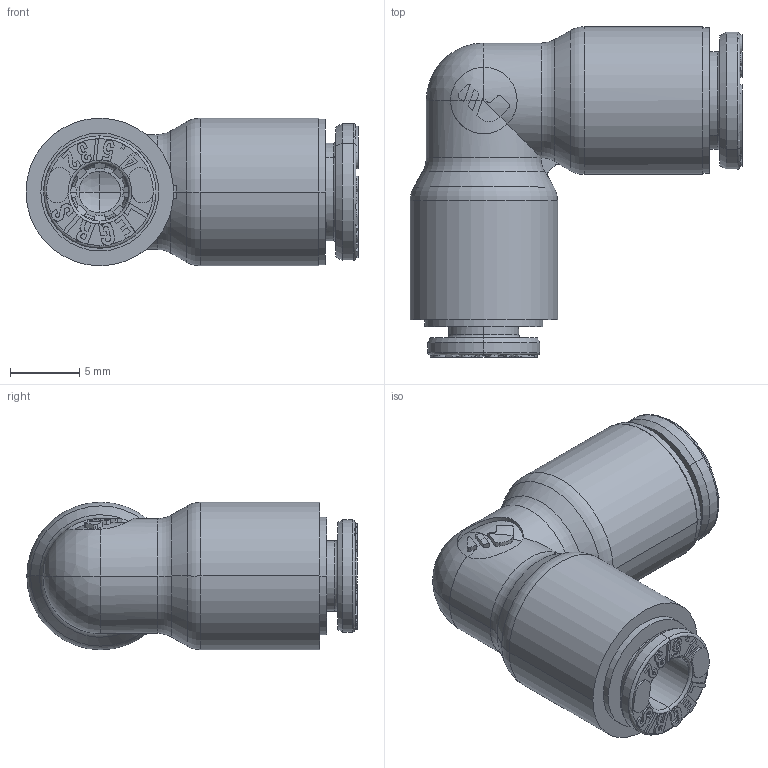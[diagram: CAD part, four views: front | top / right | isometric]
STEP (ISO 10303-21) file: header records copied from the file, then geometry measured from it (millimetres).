
FILE_DESCRIPTION(('STEP AP214'),'1');
FILE_NAME('6802_04_06.stp','2016-07-07T14:39:07',('TraceParts'),('TraceParts S.A.'),'Spatial InterOp 3D',' ',' ');
FILE_SCHEMA(('automotive_design'));
Length unit declared in the file: millimetre
Products named in the file (11): V802-04-06_ASM|Next assembly relationship#44106-64_ASM|Next assembly relationship#44106-26;44106-26; V802-04-06_ASM|Next assembly relationship#44106-64_ASM|Next assembly relationship#44106;44106; V802-04-06_ASM|Next assembly relationship#44106-64_ASM|Next assembly relationship#44106-27;44106-27; V802-04-06_ASM|Next assembly relationship#44106-64_ASM|Next assembly relationship#44126-20;44126-20; V802-04-06_ASM|Next assembly relationship#44124-16_ASM|Next assembly relationship#44124-10;44124-10; V802-04-06_ASM|Next assembly relationship#44124-16_ASM|Next assembly relationship#44104;44104; V802-04-06_ASM|Next assembly relationship#44124-16_ASM|Next assembly relationship#44104-27;44104-27; V802-04-06_ASM|Next assembly relationship#44124-16_ASM|Next assembly relationship#44124-20;44124-20; V802-04-06_ASM|Next assembly relationship#44516-65;44516-65; V802-04-06_ASM|Next assembly relationship#44106-11-10-ASM;44106-11-10-ASM; V802-04-06_ASM|Next assembly relationship#44104-11-10_ASS;44104-11-10_ASS
Bounding box: 23.95 x 23.82 x 10.65 mm (x, y, z)
Volume: 1837.2 mm3; surface area: 3622 mm2
Topology: 11 solids, 11 shells, 1235 faces, 3192 edges, 2000 vertices
Faces by surface type: plane 473, cylinder 215, torus 166, cone 148, bspline 122, extrusion 99, sphere 12
Entity records: 42926 total; most frequent: CARTESIAN_POINT 13608, ORIENTED_EDGE 6368, DIRECTION 5623, EDGE_CURVE 3184, VERTEX_POINT 2000, AXIS2_PLACEMENT_3D 1970, VECTOR 1683, LINE 1584
